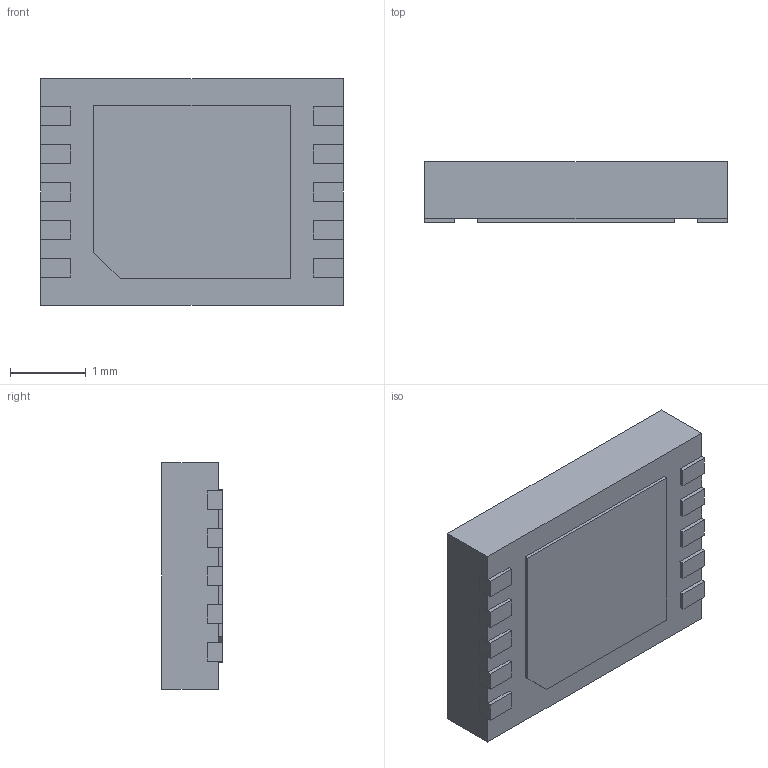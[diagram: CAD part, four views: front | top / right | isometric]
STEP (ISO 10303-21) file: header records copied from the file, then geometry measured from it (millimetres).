
FILE_DESCRIPTION (( 'STEP AP214' ), '1' );
FILE_NAME ('T1034N+1.STEP', '2020-12-01T17:43:48', ( '' ), ( '' ), 'SwSTEP 2.0', 'SolidWorks 2019', '' );
FILE_SCHEMA (( 'AUTOMOTIVE_DESIGN' ));
Length unit declared in the file: millimetre
Products named in the file (1): T1034N+1
Bounding box: 4 x 0.8 x 3 mm (x, y, z)
Volume: 9.3 mm3; surface area: 55.5 mm2
Topology: 12 solids, 12 shells, 119 faces, 282 edges, 188 vertices
Faces by surface type: plane 119
Entity records: 3489 total; most frequent: CARTESIAN_POINT 590, ORIENTED_EDGE 564, DIRECTION 522, VECTOR 282, EDGE_CURVE 282, LINE 282, VERTEX_POINT 188, AXIS2_PLACEMENT_3D 120
